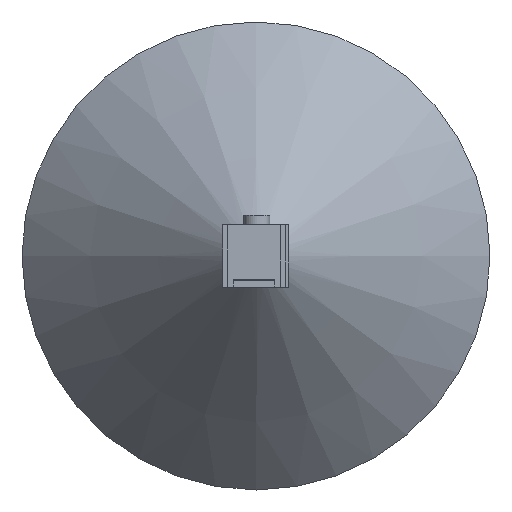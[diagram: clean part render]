
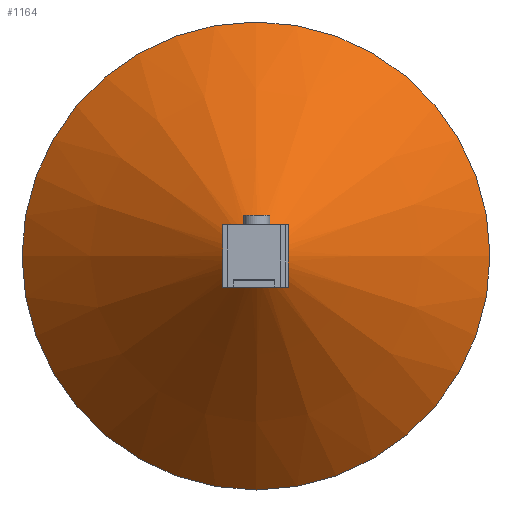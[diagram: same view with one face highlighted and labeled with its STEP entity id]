
A CAD part, left-side view. The second image highlights one B-rep face of the part: STEP entity #1164.
In plain terms, the highlighted conical face has half-angle 45 degrees and reference radius 75 mm.
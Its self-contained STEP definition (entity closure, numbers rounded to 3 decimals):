
#51=CONICAL_SURFACE('',#1271,75.,0.785);
#54=CIRCLE('',#1270,75.);
#55=CIRCLE('',#1272,10.);
#56=CIRCLE('',#1273,10.);
#57=CIRCLE('',#1274,10.);
#58=CIRCLE('',#1275,10.);
#100=ORIENTED_EDGE('',*,*,#428,.T.);
#101=ORIENTED_EDGE('',*,*,#429,.F.);
#102=ORIENTED_EDGE('',*,*,#430,.T.);
#103=ORIENTED_EDGE('',*,*,#431,.T.);
#104=ORIENTED_EDGE('',*,*,#427,.F.);
#427=EDGE_CURVE('',#592,#592,#54,.T.);
#428=EDGE_CURVE('',#593,#594,#55,.T.);
#429=EDGE_CURVE('',#595,#594,#56,.F.);
#430=EDGE_CURVE('',#595,#596,#57,.T.);
#431=EDGE_CURVE('',#596,#593,#58,.T.);
#592=VERTEX_POINT('',#1737);
#593=VERTEX_POINT('',#1740);
#594=VERTEX_POINT('',#1741);
#595=VERTEX_POINT('',#1743);
#596=VERTEX_POINT('',#1745);
#960=EDGE_LOOP('',(#100,#101,#102,#103));
#961=EDGE_LOOP('',(#104));
#1038=FACE_BOUND('',#960,.T.);
#1039=FACE_BOUND('',#961,.T.);
#1164=ADVANCED_FACE('',(#1038,#1039),#51,.T.);
#1270=AXIS2_PLACEMENT_3D('',#1736,#1391,#1392);
#1271=AXIS2_PLACEMENT_3D('',#1738,#1393,#1394);
#1272=AXIS2_PLACEMENT_3D('',#1739,#1395,#1396);
#1273=AXIS2_PLACEMENT_3D('',#1742,#1397,#1398);
#1274=AXIS2_PLACEMENT_3D('',#1744,#1399,#1400);
#1275=AXIS2_PLACEMENT_3D('',#1746,#1401,#1402);
#1391=DIRECTION('',(0.,0.,1.));
#1392=DIRECTION('',(1.,0.,0.));
#1393=DIRECTION('',(0.,0.,1.));
#1394=DIRECTION('',(1.,0.,0.));
#1395=DIRECTION('',(0.,0.,1.));
#1396=DIRECTION('',(0.,-1.,0.));
#1397=DIRECTION('',(0.,0.,1.));
#1398=DIRECTION('',(1.,0.,0.));
#1399=DIRECTION('',(0.,0.,1.));
#1400=DIRECTION('',(0.,-1.,0.));
#1401=DIRECTION('',(0.,0.,1.));
#1402=DIRECTION('',(0.,-1.,0.));
#1736=CARTESIAN_POINT('',(0.,0.,62.));
#1737=CARTESIAN_POINT('',(75.,0.,62.));
#1738=CARTESIAN_POINT('',(0.,0.,62.));
#1739=CARTESIAN_POINT('',(0.,0.,-3.));
#1740=CARTESIAN_POINT('',(-10.,0.,-3.));
#1741=CARTESIAN_POINT('',(0.,-10.,-3.));
#1742=CARTESIAN_POINT('',(0.,0.,-3.));
#1743=CARTESIAN_POINT('',(10.,0.,-3.));
#1744=CARTESIAN_POINT('',(0.,0.,-3.));
#1745=CARTESIAN_POINT('',(0.,10.,-3.));
#1746=CARTESIAN_POINT('',(0.,0.,-3.));
